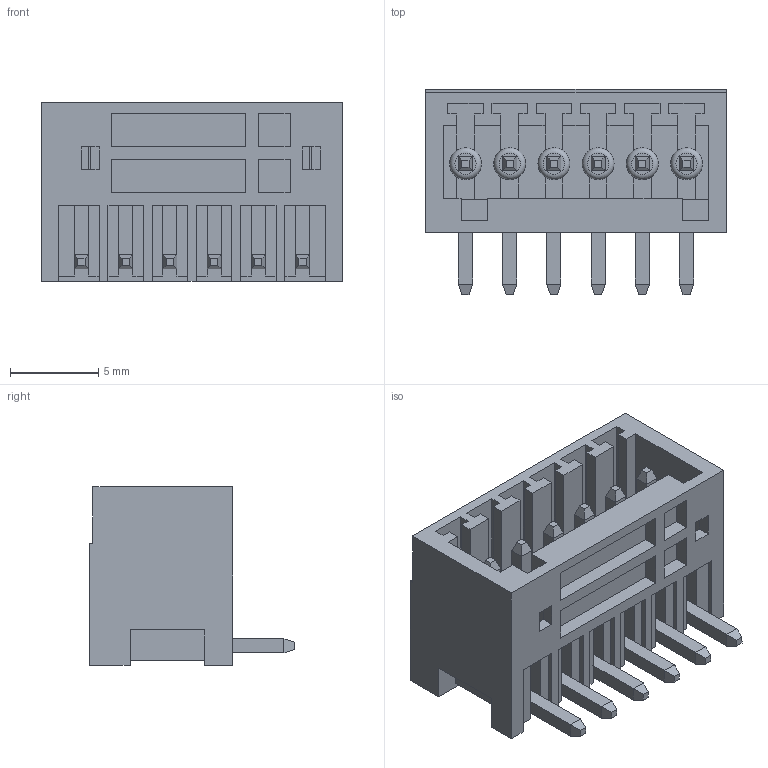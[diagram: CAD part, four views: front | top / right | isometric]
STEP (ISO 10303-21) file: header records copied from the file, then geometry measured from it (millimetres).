
FILE_DESCRIPTION(/* description */ ('Unknown'),/* implementation_level */ '2;1');
FILE_NAME(/* name */ '691382010006',/* time_stamp */ '2016-03-29T17:23:44+02:00',/* author */ ('Unknown'),/* organization */ ('Unknown'),/* preprocessor_version */ 'ST-DEVELOPER v16',/* originating_system */ 'DEX',/* authorisation */ $);
FILE_SCHEMA (('AUTOMOTIVE_DESIGN {1 0 10303 214 3 1 1}'));
Length unit declared in the file: millimetre
Products named in the file (3): 6913820100xx; 691382010006; 6913820100xx_PIN
Assembly tree (7 placements, depth 2):
  6913820100xx
    691382010006
    6913820100xx_PIN  x6
Bounding box: 17 x 11.6 x 10.1 mm (x, y, z)
Volume: 705 mm3; surface area: 2035 mm2
Topology: 7 solids, 7 shells, 466 faces, 1247 edges, 806 vertices
Faces by surface type: plane 442, cylinder 18, torus 6
Full cylindrical faces by diameter (mm): 1.8 x6
Entity records: 11817 total; most frequent: CARTESIAN_POINT 2093, ORIENTED_EDGE 2058, DIRECTION 1837, EDGE_CURVE 1029, LINE 989, VECTOR 989, VERTEX_POINT 680, AXIS2_PLACEMENT_3D 424
